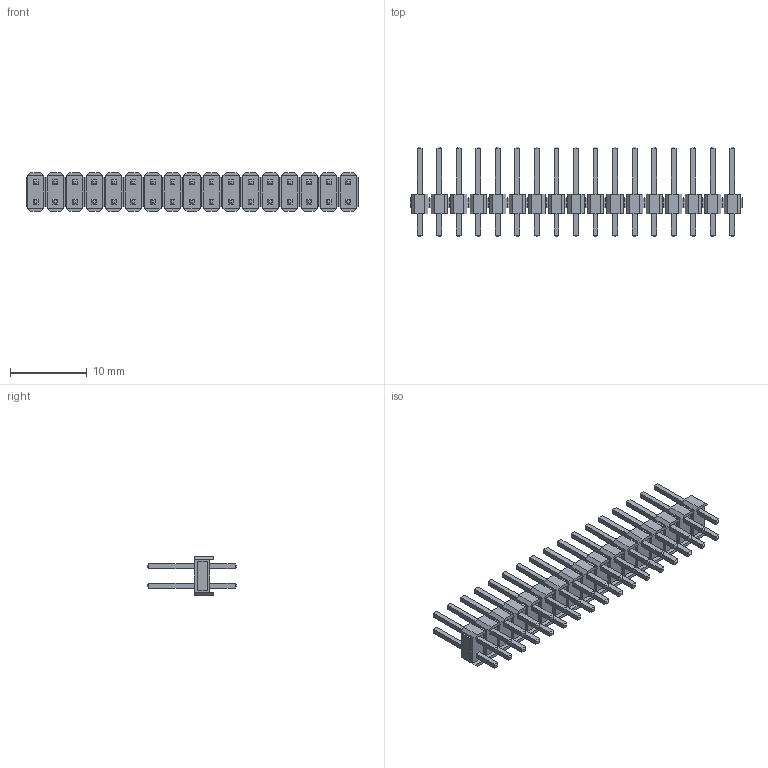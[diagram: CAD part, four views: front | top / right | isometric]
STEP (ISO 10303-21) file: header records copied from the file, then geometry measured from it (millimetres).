
FILE_DESCRIPTION (( 'STEP AP214' ), '1' );
FILE_NAME ('PLD-34.STEP', '2019-06-28T08:58:17', ( '' ), ( '' ), 'SwSTEP 2.0', 'SolidWorks 2018', '' );
FILE_SCHEMA (( 'AUTOMOTIVE_DESIGN' ));
Length unit declared in the file: millimetre
Products named in the file (1): PLD-34
Bounding box: 43.18 x 11.64 x 5 mm (x, y, z)
Volume: 527.1 mm3; surface area: 1770.7 mm2
Topology: 17 solids, 17 shells, 1020 faces, 2312 edges, 1428 vertices
Faces by surface type: plane 1020
Entity records: 38874 total; most frequent: CARTESIAN_POINT 4761, ORIENTED_EDGE 4624, DIRECTION 4354, EDGE_CURVE 2312, VECTOR 2312, LINE 2312, VERTEX_POINT 1428, EDGE_LOOP 1122
